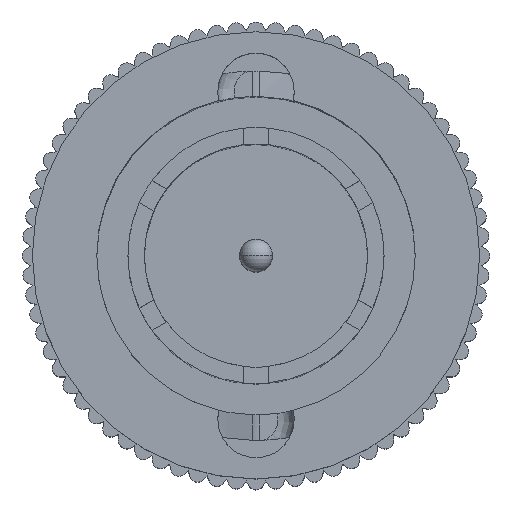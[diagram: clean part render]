
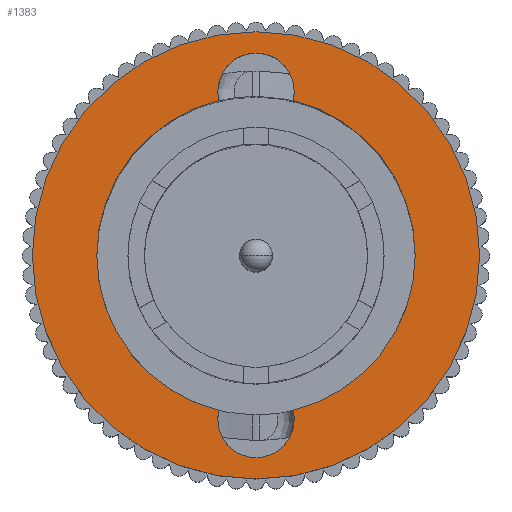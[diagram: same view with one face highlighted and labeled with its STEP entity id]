
A CAD part, top view. The second image highlights one B-rep face of the part: STEP entity #1383.
In plain terms, the highlighted planar face has unit normal (0, 0, 1).
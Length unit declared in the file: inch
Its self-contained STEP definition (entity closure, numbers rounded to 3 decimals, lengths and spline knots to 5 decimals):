
#373 = VERTEX_POINT ( 'NONE', #6042 ) ;
#378 = EDGE_CURVE ( 'NONE', #383, #379, #5969, .T. ) ;
#379 = VERTEX_POINT ( 'NONE', #5964 ) ;
#383 = VERTEX_POINT ( 'NONE', #5958 ) ;
#401 = VERTEX_POINT ( 'NONE', #6030 ) ;
#436 = VERTEX_POINT ( 'NONE', #6300 ) ;
#438 = EDGE_CURVE ( 'NONE', #436, #439, #6299, .T. ) ;
#439 = VERTEX_POINT ( 'NONE', #6294 ) ;
#461 = EDGE_CURVE ( 'NONE', #373, #383, #6413, .T. ) ;
#507 = EDGE_CURVE ( 'NONE', #401, #533, #6329, .T. ) ;
#533 = VERTEX_POINT ( 'NONE', #6541 ) ;
#535 = EDGE_CURVE ( 'NONE', #533, #536, #6540, .T. ) ;
#536 = VERTEX_POINT ( 'NONE', #6535 ) ;
#569 = VERTEX_POINT ( 'NONE', #6600 ) ;
#571 = EDGE_CURVE ( 'NONE', #569, #572, #6599, .T. ) ;
#572 = VERTEX_POINT ( 'NONE', #6594 ) ;
#636 = EDGE_CURVE ( 'NONE', #439, #373, #6879, .T. ) ;
#991 = VERTEX_POINT ( 'NONE', #7536 ) ;
#1005 = EDGE_CURVE ( 'NONE', #1006, #991, #7519, .T. ) ;
#1006 = VERTEX_POINT ( 'NONE', #7449 ) ;
#1268 = EDGE_LOOP ( 'NONE', ( #1269, #1271, #1272, #1273, #1397, #1401, #1402, #1403, #1404, #1406 ) ) ;
#1269 = ORIENTED_EDGE ( 'NONE', *, *, #1270, .F. ) ;
#1270 = EDGE_CURVE ( 'NONE', #536, #569, #8073, .T. ) ;
#1271 = ORIENTED_EDGE ( 'NONE', *, *, #535, .F. ) ;
#1272 = ORIENTED_EDGE ( 'NONE', *, *, #507, .F. ) ;
#1273 = ORIENTED_EDGE ( 'NONE', *, *, #1274, .F. ) ;
#1274 = EDGE_CURVE ( 'NONE', #379, #401, #8068, .T. ) ;
#1383 = ADVANCED_FACE ( 'NONE', ( #8264, #8263 ), #8262, .T. ) ;
#1397 = ORIENTED_EDGE ( 'NONE', *, *, #378, .F. ) ;
#1401 = ORIENTED_EDGE ( 'NONE', *, *, #461, .F. ) ;
#1402 = ORIENTED_EDGE ( 'NONE', *, *, #636, .F. ) ;
#1403 = ORIENTED_EDGE ( 'NONE', *, *, #438, .F. ) ;
#1404 = ORIENTED_EDGE ( 'NONE', *, *, #1405, .F. ) ;
#1405 = EDGE_CURVE ( 'NONE', #572, #436, #8298, .T. ) ;
#1406 = ORIENTED_EDGE ( 'NONE', *, *, #571, .F. ) ;
#1407 = EDGE_LOOP ( 'NONE', ( #1408, #1409 ) ) ;
#1408 = ORIENTED_EDGE ( 'NONE', *, *, #1005, .T. ) ;
#1409 = ORIENTED_EDGE ( 'NONE', *, *, #1410, .T. ) ;
#1410 = EDGE_CURVE ( 'NONE', #991, #1006, #8293, .T. ) ;
#5958 = CARTESIAN_POINT ( 'NONE',  ( 0.194, 0., 0. ) ) ;
#5964 = CARTESIAN_POINT ( 'NONE',  ( 0.0451, 0.18868, 0. ) ) ;
#5965 = DIRECTION ( 'NONE',  ( 1., 0., 0. ) ) ;
#5966 = DIRECTION ( 'NONE',  ( 0., 0., 1. ) ) ;
#5967 = CARTESIAN_POINT ( 'NONE',  ( 0., 0., 0. ) ) ;
#5968 = AXIS2_PLACEMENT_3D ( 'NONE', #5967, #5966, #5965 ) ;
#5969 = CIRCLE ( 'NONE', #5968, 0.194 ) ;
#6030 = CARTESIAN_POINT ( 'NONE',  ( 0.0465, 0.2, 0. ) ) ;
#6042 = CARTESIAN_POINT ( 'NONE',  ( 0.0451, -0.18868, 0. ) ) ;
#6294 = CARTESIAN_POINT ( 'NONE',  ( 0.0465, -0.2, 0. ) ) ;
#6295 = DIRECTION ( 'NONE',  ( 1., 0., 0. ) ) ;
#6296 = DIRECTION ( 'NONE',  ( 0., 0., 1. ) ) ;
#6297 = CARTESIAN_POINT ( 'NONE',  ( 0., -0.2, 0. ) ) ;
#6298 = AXIS2_PLACEMENT_3D ( 'NONE', #6297, #6296, #6295 ) ;
#6299 = CIRCLE ( 'NONE', #6298, 0.0465 ) ;
#6300 = CARTESIAN_POINT ( 'NONE',  ( -0.0465, -0.2, 0. ) ) ;
#6325 = DIRECTION ( 'NONE',  ( -1., 0., 0. ) ) ;
#6326 = DIRECTION ( 'NONE',  ( 0., 0., 1. ) ) ;
#6327 = CARTESIAN_POINT ( 'NONE',  ( 0., 0.2, 0. ) ) ;
#6328 = AXIS2_PLACEMENT_3D ( 'NONE', #6327, #6326, #6325 ) ;
#6329 = CIRCLE ( 'NONE', #6328, 0.0465 ) ;
#6409 = DIRECTION ( 'NONE',  ( 1., 0., 0. ) ) ;
#6410 = DIRECTION ( 'NONE',  ( 0., 0., 1. ) ) ;
#6411 = CARTESIAN_POINT ( 'NONE',  ( 0., 0., 0. ) ) ;
#6412 = AXIS2_PLACEMENT_3D ( 'NONE', #6411, #6410, #6409 ) ;
#6413 = CIRCLE ( 'NONE', #6412, 0.194 ) ;
#6535 = CARTESIAN_POINT ( 'NONE',  ( -0.0451, 0.18868, 0. ) ) ;
#6536 = DIRECTION ( 'NONE',  ( -1., 0., 0. ) ) ;
#6537 = DIRECTION ( 'NONE',  ( 0., 0., 1. ) ) ;
#6538 = CARTESIAN_POINT ( 'NONE',  ( 0., 0.2, 0. ) ) ;
#6539 = AXIS2_PLACEMENT_3D ( 'NONE', #6538, #6537, #6536 ) ;
#6540 = CIRCLE ( 'NONE', #6539, 0.0465 ) ;
#6541 = CARTESIAN_POINT ( 'NONE',  ( -0.0465, 0.2, 0. ) ) ;
#6594 = CARTESIAN_POINT ( 'NONE',  ( -0.0451, -0.18868, 0. ) ) ;
#6595 = DIRECTION ( 'NONE',  ( 1., 0., 0. ) ) ;
#6596 = DIRECTION ( 'NONE',  ( 0., 0., 1. ) ) ;
#6597 = CARTESIAN_POINT ( 'NONE',  ( 0., 0., 0. ) ) ;
#6598 = AXIS2_PLACEMENT_3D ( 'NONE', #6597, #6596, #6595 ) ;
#6599 = CIRCLE ( 'NONE', #6598, 0.194 ) ;
#6600 = CARTESIAN_POINT ( 'NONE',  ( -0.194, 0., 0. ) ) ;
#6705 = CARTESIAN_POINT ( 'NONE',  ( 0., -0.2, 0. ) ) ;
#6876 = DIRECTION ( 'NONE',  ( 1., 0., 0. ) ) ;
#6877 = DIRECTION ( 'NONE',  ( 0., 0., 1. ) ) ;
#6878 = AXIS2_PLACEMENT_3D ( 'NONE', #6705, #6877, #6876 ) ;
#6879 = CIRCLE ( 'NONE', #6878, 0.0465 ) ;
#7449 = CARTESIAN_POINT ( 'NONE',  ( 0.2725, 0., 0. ) ) ;
#7450 = DIRECTION ( 'NONE',  ( 1., 0., 0. ) ) ;
#7451 = DIRECTION ( 'NONE',  ( 0., 0., 1. ) ) ;
#7452 = CARTESIAN_POINT ( 'NONE',  ( 0., 0., 0. ) ) ;
#7453 = AXIS2_PLACEMENT_3D ( 'NONE', #7452, #7451, #7450 ) ;
#7519 = CIRCLE ( 'NONE', #7453, 0.2725 ) ;
#7536 = CARTESIAN_POINT ( 'NONE',  ( -0.2725, 0., 0. ) ) ;
#8064 = DIRECTION ( 'NONE',  ( -1., 0., 0. ) ) ;
#8065 = DIRECTION ( 'NONE',  ( 0., 0., 1. ) ) ;
#8066 = CARTESIAN_POINT ( 'NONE',  ( 0., 0.2, 0. ) ) ;
#8067 = AXIS2_PLACEMENT_3D ( 'NONE', #8066, #8065, #8064 ) ;
#8068 = CIRCLE ( 'NONE', #8067, 0.0465 ) ;
#8069 = DIRECTION ( 'NONE',  ( 1., 0., 0. ) ) ;
#8070 = DIRECTION ( 'NONE',  ( 0., 0., 1. ) ) ;
#8071 = CARTESIAN_POINT ( 'NONE',  ( 0., 0., 0. ) ) ;
#8072 = AXIS2_PLACEMENT_3D ( 'NONE', #8071, #8070, #8069 ) ;
#8073 = CIRCLE ( 'NONE', #8072, 0.194 ) ;
#8262 = PLANE ( 'NONE',  #8324 ) ;
#8263 = FACE_OUTER_BOUND ( 'NONE', #1407, .T. ) ;
#8264 = FACE_BOUND ( 'NONE', #1268, .T. ) ;
#8292 = CARTESIAN_POINT ( 'NONE',  ( 0., 0., 0. ) ) ;
#8293 = CIRCLE ( 'NONE', #8355, 0.2725 ) ;
#8294 = DIRECTION ( 'NONE',  ( 1., 0., 0. ) ) ;
#8295 = DIRECTION ( 'NONE',  ( 0., 0., 1. ) ) ;
#8296 = CARTESIAN_POINT ( 'NONE',  ( 0., -0.2, 0. ) ) ;
#8297 = AXIS2_PLACEMENT_3D ( 'NONE', #8296, #8295, #8294 ) ;
#8298 = CIRCLE ( 'NONE', #8297, 0.0465 ) ;
#8321 = DIRECTION ( 'NONE',  ( 1., 0., 0. ) ) ;
#8322 = DIRECTION ( 'NONE',  ( 0., 0., 1. ) ) ;
#8323 = CARTESIAN_POINT ( 'NONE',  ( 0.2725, 0., 0. ) ) ;
#8324 = AXIS2_PLACEMENT_3D ( 'NONE', #8323, #8322, #8321 ) ;
#8353 = DIRECTION ( 'NONE',  ( 1., 0., 0. ) ) ;
#8354 = DIRECTION ( 'NONE',  ( 0., 0., 1. ) ) ;
#8355 = AXIS2_PLACEMENT_3D ( 'NONE', #8292, #8354, #8353 ) ;
